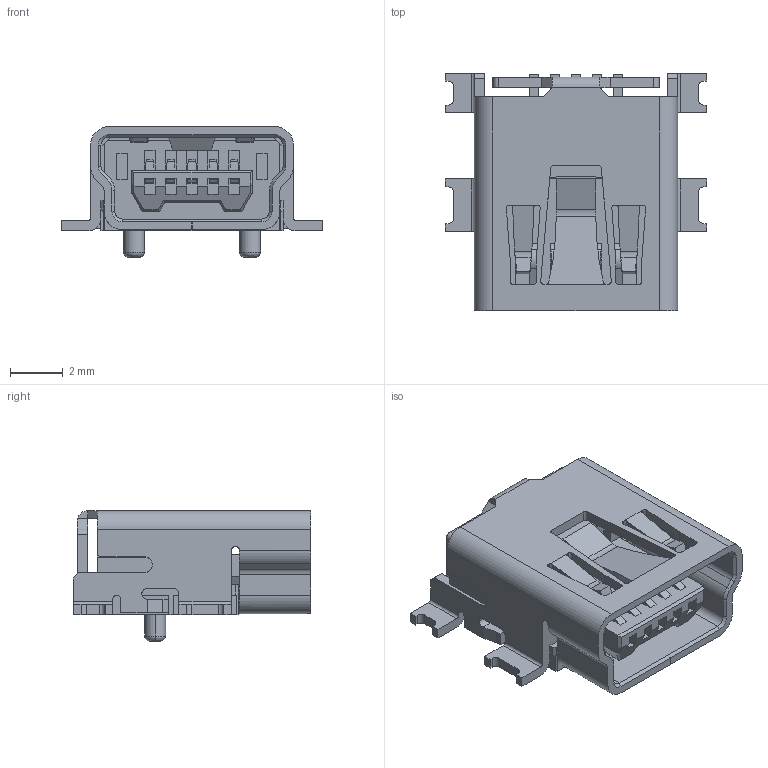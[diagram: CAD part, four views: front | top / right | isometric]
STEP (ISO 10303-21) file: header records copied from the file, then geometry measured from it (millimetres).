
FILE_DESCRIPTION((''),'2;1');
FILE_NAME('SMD_CON-CVILUX-CU04-SCM15B0','2012-05-04T',('HAN'),(''),'PRO/ENGINEER BY PARAMETRIC TECHNOLOGY CORPORATION, 2010280','PRO/ENGINEER BY PARAMETRIC TECHNOLOGY CORPORATION, 2010280','');
FILE_SCHEMA(('AUTOMOTIVE_DESIGN_CC2 { 1 2 10303 214 -1 1 5 2 }'));
Length unit declared in the file: millimetre
Products named in the file (1): SMD_CON-CVILUX-CU04-SCM15B0
Bounding box: 9.9 x 9 x 4.95 mm (x, y, z)
Volume: 158.7 mm3; surface area: 583.1 mm2
Topology: 1 solids, 1 shells, 568 faces, 1660 edges, 1080 vertices
Faces by surface type: plane 415, cylinder 137, cone 8, bspline 8
Entity records: 24649 total; most frequent: CARTESIAN_POINT 3807, ORIENTED_EDGE 3320, DIRECTION 2987, PRESENTATION_STYLE_ASSIGNMENT 1705, STYLED_ITEM 1661, CURVE_STYLE 1660, EDGE_CURVE 1660, VECTOR 1323
